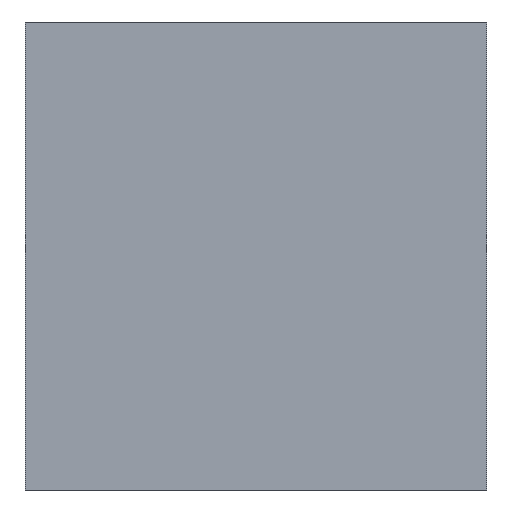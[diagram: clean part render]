
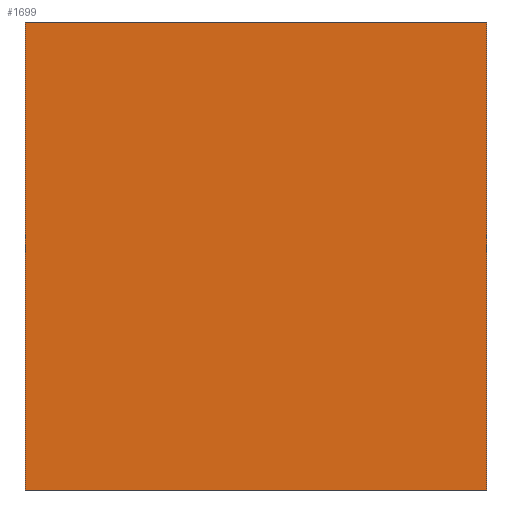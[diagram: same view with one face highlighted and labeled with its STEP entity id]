
A CAD part, front view. The second image highlights one B-rep face of the part: STEP entity #1699.
In plain terms, the highlighted planar face has unit normal (0, -1, 0).
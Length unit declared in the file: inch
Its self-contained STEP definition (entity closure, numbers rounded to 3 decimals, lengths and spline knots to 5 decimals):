
#1606=CARTESIAN_POINT('',(0.0,0.0,35.5));
#1607=VERTEX_POINT('',#1606);
#1615=CARTESIAN_POINT('',(0.0,0.0,0.0));
#1616=VERTEX_POINT('',#1615);
#1623=CARTESIAN_POINT('',(0.0,0.0,0.0));
#1624=DIRECTION('',(0.0,0.0,1.0));
#1625=VECTOR('',#1624,35.5);
#1626=LINE('',#1623,#1625);
#1627=EDGE_CURVE('',#1616,#1607,#1626,.T.);
#1652=CARTESIAN_POINT('',(35.0,0.0,35.5));
#1653=VERTEX_POINT('',#1652);
#1660=CARTESIAN_POINT('',(35.0,0.0,0.0));
#1661=VERTEX_POINT('',#1660);
#1662=CARTESIAN_POINT('',(35.0,0.0,0.0));
#1663=DIRECTION('',(0.0,0.0,1.0));
#1664=VECTOR('',#1663,35.5);
#1665=LINE('',#1662,#1664);
#1666=EDGE_CURVE('',#1661,#1653,#1665,.T.);
#1678=CARTESIAN_POINT('',(35.0,0.0,0.0));
#1679=DIRECTION('',(0.0,-1.0,0.0));
#1680=DIRECTION('',(0.0,0.0,-1.0));
#1681=AXIS2_PLACEMENT_3D('',#1678,#1679,#1680);
#1682=PLANE('',#1681);
#1683=CARTESIAN_POINT('',(35.0,0.0,35.5));
#1684=DIRECTION('',(-1.0,0.0,0.0));
#1685=VECTOR('',#1684,35.0);
#1686=LINE('',#1683,#1685);
#1687=EDGE_CURVE('',#1653,#1607,#1686,.T.);
#1688=ORIENTED_EDGE('',*,*,#1687,.T.);
#1689=ORIENTED_EDGE('',*,*,#1627,.F.);
#1690=CARTESIAN_POINT('',(0.0,0.0,0.0));
#1691=DIRECTION('',(1.0,0.0,0.0));
#1692=VECTOR('',#1691,35.0);
#1693=LINE('',#1690,#1692);
#1694=EDGE_CURVE('',#1616,#1661,#1693,.T.);
#1695=ORIENTED_EDGE('',*,*,#1694,.T.);
#1696=ORIENTED_EDGE('',*,*,#1666,.T.);
#1697=EDGE_LOOP('',(#1688,#1689,#1695,#1696));
#1698=FACE_OUTER_BOUND('',#1697,.T.);
#1699=ADVANCED_FACE('',(#1698),#1682,.T.);
